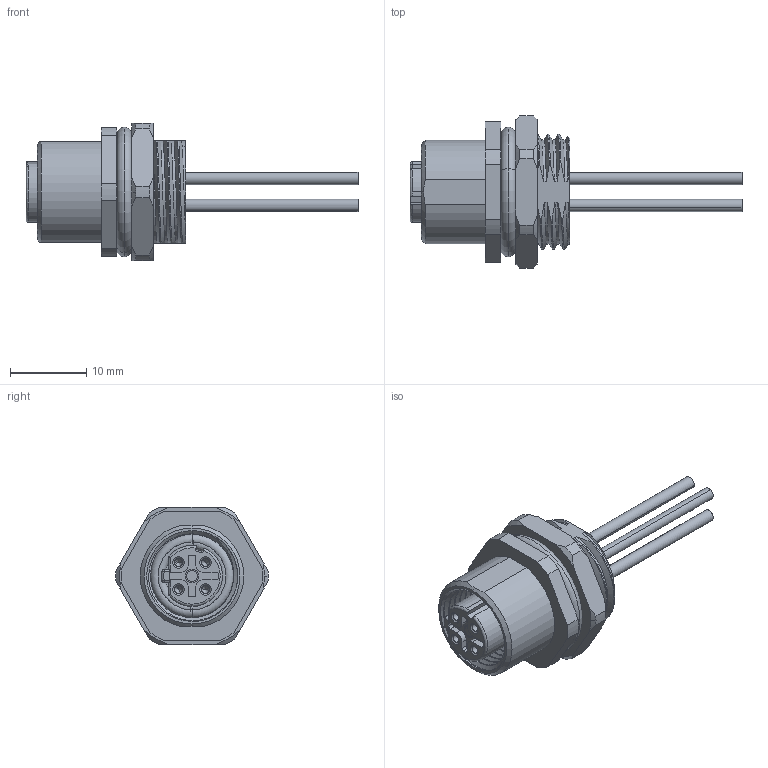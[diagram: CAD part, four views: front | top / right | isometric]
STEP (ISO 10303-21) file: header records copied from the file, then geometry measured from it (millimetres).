
FILE_DESCRIPTION (( 'STEP AP203' ), '1' );
FILE_NAME ('FCR1M12-SD04SSP0002-00.STEP', '2024-08-16T11:44:58', ( '' ), ( '' ), 'SwSTEP 2.0', 'SolidWorks 2021', '' );
FILE_SCHEMA (( 'CONFIG_CONTROL_DESIGN' ));
Length unit declared in the file: millimetre
Products named in the file (1): FCR1M12-SD04SSP0002-00
Bounding box: 43.6 x 20 x 18 mm (x, y, z)
Volume: 3396 mm3; surface area: 4406.1 mm2
Topology: 4 solids, 21 shells, 450 faces, 1167 edges, 745 vertices
Faces by surface type: cylinder 161, plane 133, cone 87, bspline 39, torus 26, sphere 4
Entity records: 23095 total; most frequent: CARTESIAN_POINT 12422, ORIENTED_EDGE 2288, DIRECTION 2171, EDGE_CURVE 1144, AXIS2_PLACEMENT_3D 877, VERTEX_POINT 745, EDGE_LOOP 495, CIRCLE 465
